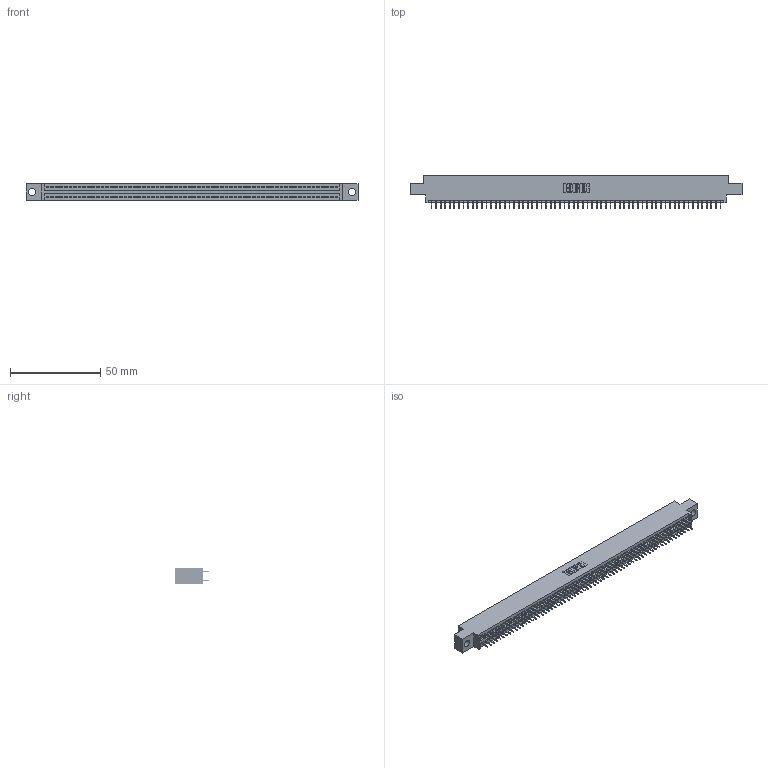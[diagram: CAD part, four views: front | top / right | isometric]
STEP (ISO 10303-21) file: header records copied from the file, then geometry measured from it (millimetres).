
FILE_DESCRIPTION (( 'STEP AP203' ), '1' );
FILE_NAME ('345-128-525-804.STEP', '2020-09-22T13:32:11', ( '' ), ( '' ), 'SwSTEP 2.0', 'SolidWorks 2020', '' );
FILE_SCHEMA (( 'CONFIG_CONTROL_DESIGN' ));
Length unit declared in the file: inch
Products named in the file (3): 345-292-001_345-293-125; 345-128-525-804; 345 Part_0.170 Offset - 0.156 Dia-TH
Assembly tree (129 placements, depth 2):
  345-128-525-804
    345 Part_0.170 Offset - 0.156 Dia-TH
    345-292-001_345-293-125  x128
Bounding box: 183.77 x 18.72 x 9.4 mm (x, y, z)
Volume: 17643.8 mm3; surface area: 25830.3 mm2
Topology: 129 solids, 129 shells, 7042 faces, 19937 edges, 12778 vertices
Faces by surface type: plane 5076, cylinder 1966
Entity records: 47463 total; most frequent: CARTESIAN_POINT 7936, ORIENTED_EDGE 7870, DIRECTION 6971, EDGE_CURVE 3935, VECTOR 3551, LINE 3551, VERTEX_POINT 2618, AXIS2_PLACEMENT_3D 1710
